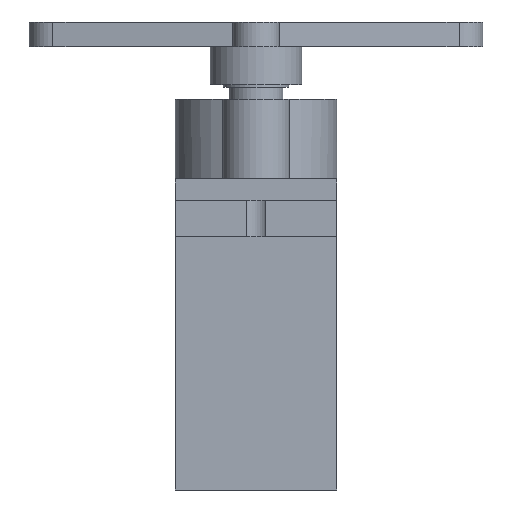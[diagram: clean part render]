
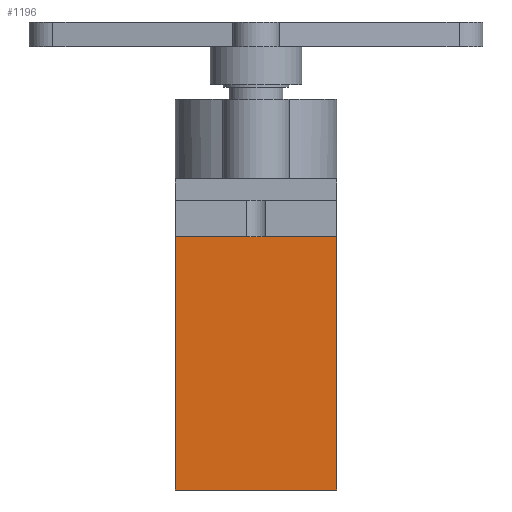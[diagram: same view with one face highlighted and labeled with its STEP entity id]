
A CAD part, front view. The second image highlights one B-rep face of the part: STEP entity #1196.
In plain terms, the highlighted face is planar.
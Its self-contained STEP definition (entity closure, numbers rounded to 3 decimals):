
#111 = PLANE('',#112);
#112 = AXIS2_PLACEMENT_3D('',#113,#114,#115);
#113 = CARTESIAN_POINT('',(0.,0.,2.7));
#114 = DIRECTION('',(0.,0.,1.));
#115 = DIRECTION('',(1.,0.,0.));
#139 = PLANE('',#140);
#140 = AXIS2_PLACEMENT_3D('',#141,#142,#143);
#141 = CARTESIAN_POINT('',(0.,6.,-3.051));
#142 = DIRECTION('',(0.,1.,0.));
#143 = DIRECTION('',(0.,0.,1.));
#209 = VERTEX_POINT('',#210);
#210 = CARTESIAN_POINT('',(11.35,6.,2.7));
#231 = EDGE_CURVE('',#209,#232,#234,.T.);
#232 = VERTEX_POINT('',#233);
#233 = CARTESIAN_POINT('',(11.35,-6.,2.7));
#234 = SURFACE_CURVE('',#235,(#239,#246),.PCURVE_S1.);
#235 = LINE('',#236,#237);
#236 = CARTESIAN_POINT('',(11.35,6.,2.7));
#237 = VECTOR('',#238,1.);
#238 = DIRECTION('',(0.,-1.,0.));
#239 = PCURVE('',#111,#240);
#240 = DEFINITIONAL_REPRESENTATION('',(#241),#245);
#241 = LINE('',#242,#243);
#242 = CARTESIAN_POINT('',(11.35,6.));
#243 = VECTOR('',#244,1.);
#244 = DIRECTION('',(0.,-1.));
#245 = ( GEOMETRIC_REPRESENTATION_CONTEXT(2) 
PARAMETRIC_REPRESENTATION_CONTEXT() REPRESENTATION_CONTEXT('2D SPACE',''
  ) );
#246 = PCURVE('',#247,#252);
#247 = PLANE('',#248);
#248 = AXIS2_PLACEMENT_3D('',#249,#250,#251);
#249 = CARTESIAN_POINT('',(11.35,6.,2.7));
#250 = DIRECTION('',(-1.,0.,0.));
#251 = DIRECTION('',(0.,-1.,0.));
#252 = DEFINITIONAL_REPRESENTATION('',(#253),#257);
#253 = LINE('',#254,#255);
#254 = CARTESIAN_POINT('',(0.,0.));
#255 = VECTOR('',#256,1.);
#256 = DIRECTION('',(1.,0.));
#257 = ( GEOMETRIC_REPRESENTATION_CONTEXT(2) 
PARAMETRIC_REPRESENTATION_CONTEXT() REPRESENTATION_CONTEXT('2D SPACE',''
  ) );
#275 = PLANE('',#276);
#276 = AXIS2_PLACEMENT_3D('',#277,#278,#279);
#277 = CARTESIAN_POINT('',(0.,-6.,-3.051));
#278 = DIRECTION('',(-0.,-1.,-0.));
#279 = DIRECTION('',(0.,0.,-1.));
#767 = EDGE_CURVE('',#209,#768,#770,.T.);
#768 = VERTEX_POINT('',#769);
#769 = CARTESIAN_POINT('',(11.35,6.,-16.1));
#770 = SURFACE_CURVE('',#771,(#775,#782),.PCURVE_S1.);
#771 = LINE('',#772,#773);
#772 = CARTESIAN_POINT('',(11.35,6.,2.7));
#773 = VECTOR('',#774,1.);
#774 = DIRECTION('',(-0.,-0.,-1.));
#775 = PCURVE('',#139,#776);
#776 = DEFINITIONAL_REPRESENTATION('',(#777),#781);
#777 = LINE('',#778,#779);
#778 = CARTESIAN_POINT('',(5.751,11.35));
#779 = VECTOR('',#780,1.);
#780 = DIRECTION('',(-1.,0.));
#781 = ( GEOMETRIC_REPRESENTATION_CONTEXT(2) 
PARAMETRIC_REPRESENTATION_CONTEXT() REPRESENTATION_CONTEXT('2D SPACE',''
  ) );
#782 = PCURVE('',#247,#783);
#783 = DEFINITIONAL_REPRESENTATION('',(#784),#788);
#784 = LINE('',#785,#786);
#785 = CARTESIAN_POINT('',(0.,0.));
#786 = VECTOR('',#787,1.);
#787 = DIRECTION('',(0.,-1.));
#788 = ( GEOMETRIC_REPRESENTATION_CONTEXT(2) 
PARAMETRIC_REPRESENTATION_CONTEXT() REPRESENTATION_CONTEXT('2D SPACE',''
  ) );
#806 = PLANE('',#807);
#807 = AXIS2_PLACEMENT_3D('',#808,#809,#810);
#808 = CARTESIAN_POINT('',(0.,0.,-16.1));
#809 = DIRECTION('',(0.,0.,1.));
#810 = DIRECTION('',(1.,0.,0.));
#1153 = VERTEX_POINT('',#1154);
#1154 = CARTESIAN_POINT('',(11.35,-6.,-16.1));
#1175 = EDGE_CURVE('',#232,#1153,#1176,.T.);
#1176 = SURFACE_CURVE('',#1177,(#1181,#1188),.PCURVE_S1.);
#1177 = LINE('',#1178,#1179);
#1178 = CARTESIAN_POINT('',(11.35,-6.,2.7));
#1179 = VECTOR('',#1180,1.);
#1180 = DIRECTION('',(-0.,-0.,-1.));
#1181 = PCURVE('',#275,#1182);
#1182 = DEFINITIONAL_REPRESENTATION('',(#1183),#1187);
#1183 = LINE('',#1184,#1185);
#1184 = CARTESIAN_POINT('',(-5.751,11.35));
#1185 = VECTOR('',#1186,1.);
#1186 = DIRECTION('',(1.,0.));
#1187 = ( GEOMETRIC_REPRESENTATION_CONTEXT(2) 
PARAMETRIC_REPRESENTATION_CONTEXT() REPRESENTATION_CONTEXT('2D SPACE',''
  ) );
#1188 = PCURVE('',#247,#1189);
#1189 = DEFINITIONAL_REPRESENTATION('',(#1190),#1194);
#1190 = LINE('',#1191,#1192);
#1191 = CARTESIAN_POINT('',(12.,0.));
#1192 = VECTOR('',#1193,1.);
#1193 = DIRECTION('',(0.,-1.));
#1194 = ( GEOMETRIC_REPRESENTATION_CONTEXT(2) 
PARAMETRIC_REPRESENTATION_CONTEXT() REPRESENTATION_CONTEXT('2D SPACE',''
  ) );
#1196 = ADVANCED_FACE('',(#1197),#247,.F.);
#1197 = FACE_BOUND('',#1198,.F.);
#1198 = EDGE_LOOP('',(#1199,#1200,#1221,#1222));
#1199 = ORIENTED_EDGE('',*,*,#767,.T.);
#1200 = ORIENTED_EDGE('',*,*,#1201,.T.);
#1201 = EDGE_CURVE('',#768,#1153,#1202,.T.);
#1202 = SURFACE_CURVE('',#1203,(#1207,#1214),.PCURVE_S1.);
#1203 = LINE('',#1204,#1205);
#1204 = CARTESIAN_POINT('',(11.35,6.,-16.1));
#1205 = VECTOR('',#1206,1.);
#1206 = DIRECTION('',(0.,-1.,0.));
#1207 = PCURVE('',#247,#1208);
#1208 = DEFINITIONAL_REPRESENTATION('',(#1209),#1213);
#1209 = LINE('',#1210,#1211);
#1210 = CARTESIAN_POINT('',(0.,-18.8));
#1211 = VECTOR('',#1212,1.);
#1212 = DIRECTION('',(1.,0.));
#1213 = ( GEOMETRIC_REPRESENTATION_CONTEXT(2) 
PARAMETRIC_REPRESENTATION_CONTEXT() REPRESENTATION_CONTEXT('2D SPACE',''
  ) );
#1214 = PCURVE('',#806,#1215);
#1215 = DEFINITIONAL_REPRESENTATION('',(#1216),#1220);
#1216 = LINE('',#1217,#1218);
#1217 = CARTESIAN_POINT('',(11.35,6.));
#1218 = VECTOR('',#1219,1.);
#1219 = DIRECTION('',(0.,-1.));
#1220 = ( GEOMETRIC_REPRESENTATION_CONTEXT(2) 
PARAMETRIC_REPRESENTATION_CONTEXT() REPRESENTATION_CONTEXT('2D SPACE',''
  ) );
#1221 = ORIENTED_EDGE('',*,*,#1175,.F.);
#1222 = ORIENTED_EDGE('',*,*,#231,.F.);
